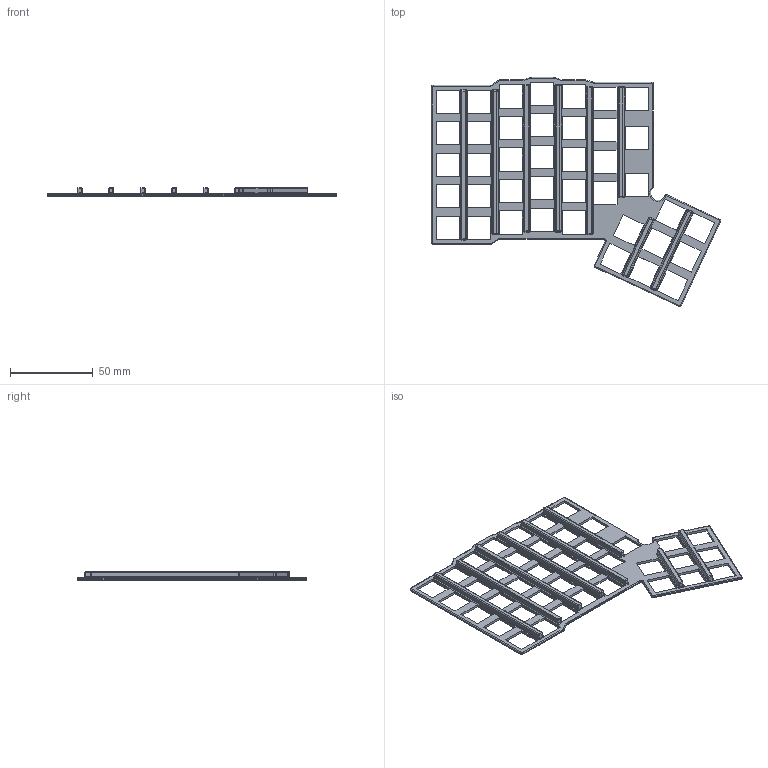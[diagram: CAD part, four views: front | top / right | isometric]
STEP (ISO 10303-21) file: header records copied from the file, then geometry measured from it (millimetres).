
FILE_DESCRIPTION(('FreeCAD Model'),'2;1');
FILE_NAME('Open CASCADE Shape Model','2021-07-06T00:23:34',('Author'),( ''),'Open CASCADE STEP processor 7.5','FreeCAD','Unknown');
FILE_SCHEMA(('AUTOMOTIVE_DESIGN { 1 0 10303 214 1 1 1 1 }'));
Length unit declared in the file: millimetre
Products named in the file (1): Body
Bounding box: 174.91 x 138.69 x 5 mm (x, y, z)
Volume: 17901.2 mm3; surface area: 23222.3 mm2
Topology: 1 solids, 1 shells, 476 faces, 1194 edges, 696 vertices
Faces by surface type: plane 220, cylinder 152, torus 72, sphere 32
Entity records: 29125 total; most frequent: CARTESIAN_POINT 4857, DIRECTION 4787, LINE 3034, VECTOR 3034, ORIENTED_EDGE 2324, PCURVE 2324, DEFINITIONAL_REPRESENTATION 2324, EDGE_CURVE 1162
